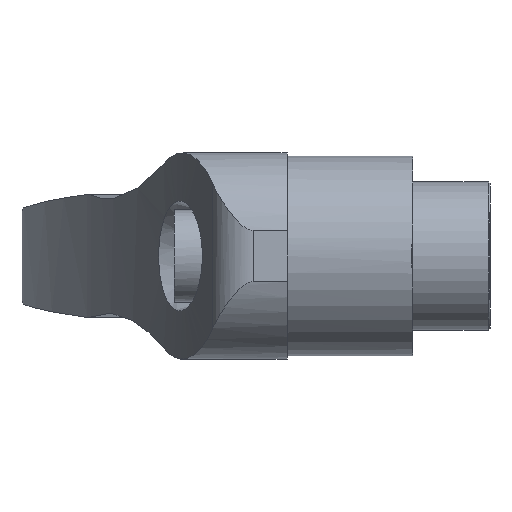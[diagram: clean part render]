
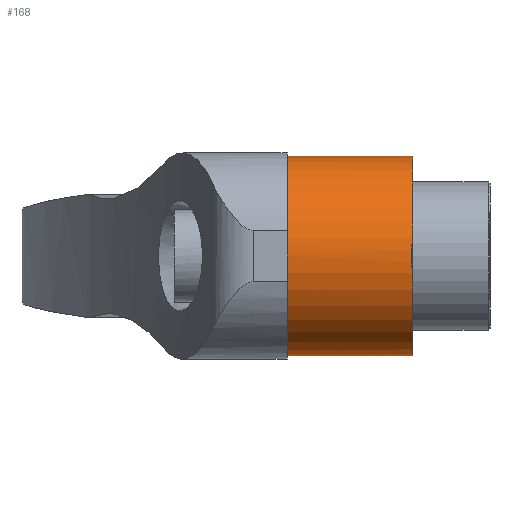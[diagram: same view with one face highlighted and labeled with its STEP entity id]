
A CAD part, left-side view. The second image highlights one B-rep face of the part: STEP entity #168.
In plain terms, the highlighted cylindrical face has radius 15.5 mm (diameter 31 mm), a full revolution.
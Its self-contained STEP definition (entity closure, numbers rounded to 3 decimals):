
#168 = ADVANCED_FACE( '', ( #359, #360 ), #361, .T. );
#359 = FACE_OUTER_BOUND( '', #565, .T. );
#360 = FACE_OUTER_BOUND( '', #566, .T. );
#361 = CYLINDRICAL_SURFACE( '', #567, 15.5 );
#565 = EDGE_LOOP( '', ( #989, #990 ) );
#566 = EDGE_LOOP( '', ( #991, #992, #993, #994, #995, #996 ) );
#567 = AXIS2_PLACEMENT_3D( '', #997, #998, #999 );
#989 = ORIENTED_EDGE( '', *, *, #1270, .T. );
#990 = ORIENTED_EDGE( '', *, *, #1281, .T. );
#991 = ORIENTED_EDGE( '', *, *, #1239, .T. );
#992 = ORIENTED_EDGE( '', *, *, #1309, .T. );
#993 = ORIENTED_EDGE( '', *, *, #1306, .F. );
#994 = ORIENTED_EDGE( '', *, *, #1310, .T. );
#995 = ORIENTED_EDGE( '', *, *, #1241, .T. );
#996 = ORIENTED_EDGE( '', *, *, #1311, .T. );
#997 = CARTESIAN_POINT( '', ( 0., 36.688, 0. ) );
#998 = DIRECTION( '', ( 0., -1., 0. ) );
#999 = DIRECTION( '', ( 0., 0., 1. ) );
#1239 = EDGE_CURVE( '', #1503, #1504, #1505, .T. );
#1241 = EDGE_CURVE( '', #1508, #1506, #1509, .T. );
#1270 = EDGE_CURVE( '', #1549, #1547, #1550, .F. );
#1281 = EDGE_CURVE( '', #1547, #1549, #1564, .F. );
#1306 = EDGE_CURVE( '', #1595, #1596, #1597, .T. );
#1309 = EDGE_CURVE( '', #1504, #1596, #1600, .T. );
#1310 = EDGE_CURVE( '', #1595, #1508, #1601, .F. );
#1311 = EDGE_CURVE( '', #1506, #1503, #1602, .T. );
#1503 = VERTEX_POINT( '', #2114 );
#1504 = VERTEX_POINT( '', #2115 );
#1505 = CIRCLE( '', #2116, 15.5 );
#1506 = VERTEX_POINT( '', #2117 );
#1508 = VERTEX_POINT( '', #2120 );
#1509 = CIRCLE( '', #2121, 15.5 );
#1547 = VERTEX_POINT( '', #2167 );
#1549 = VERTEX_POINT( '', #2170 );
#1550 = CIRCLE( '', #2171, 15.5 );
#1564 = CIRCLE( '', #2203, 15.5 );
#1595 = VERTEX_POINT( '', #2258 );
#1596 = VERTEX_POINT( '', #2259 );
#1597 = B_SPLINE_CURVE_WITH_KNOTS( '', 3, ( #2260, #2261, #2262, #2263, #2264, #2265, #2266, #2267, #2268, #2269, #2270, #2271, #2272, #2273 ), .UNSPECIFIED., .F., .F., ( 4, 2, 2, 2, 2, 2, 4 ), ( 0., 0., 0., 0.001, 0.001, 0.001, 0.002 ), .UNSPECIFIED. );
#1600 = LINE( '', #2277, #2278 );
#1601 = LINE( '', #2279, #2280 );
#1602 = ELLIPSE( '', #2281, 21.92, 15.5 );
#2114 = CARTESIAN_POINT( '', ( -15.26, 12., 2.717 ) );
#2115 = CARTESIAN_POINT( '', ( 15.49, 12., 0.557 ) );
#2116 = AXIS2_PLACEMENT_3D( '', #2432, #2433, #2434 );
#2117 = CARTESIAN_POINT( '', ( -15.26, 12., -2.717 ) );
#2120 = CARTESIAN_POINT( '', ( 15.49, 12., -0.557 ) );
#2121 = AXIS2_PLACEMENT_3D( '', #2436, #2437, #2438 );
#2167 = CARTESIAN_POINT( '', ( -15.5, 31.5, 0. ) );
#2170 = CARTESIAN_POINT( '', ( 15.5, 31.5, 0. ) );
#2171 = AXIS2_PLACEMENT_3D( '', #2487, #2488, #2489 );
#2203 = AXIS2_PLACEMENT_3D( '', #2501, #2502, #2503 );
#2258 = CARTESIAN_POINT( '', ( 15.49, 26.67, -0.557 ) );
#2259 = CARTESIAN_POINT( '', ( 15.49, 26.67, 0.557 ) );
#2260 = CARTESIAN_POINT( '', ( 15.49, 26.67, -0.557 ) );
#2261 = CARTESIAN_POINT( '', ( 15.49, 26.734, -0.557 ) );
#2262 = CARTESIAN_POINT( '', ( 15.491, 26.796, -0.535 ) );
#2263 = CARTESIAN_POINT( '', ( 15.493, 26.9, -0.463 ) );
#2264 = CARTESIAN_POINT( '', ( 15.495, 26.942, -0.415 ) );
#2265 = CARTESIAN_POINT( '', ( 15.498, 27.041, -0.252 ) );
#2266 = CARTESIAN_POINT( '', ( 15.5, 27.07, -0.126 ) );
#2267 = CARTESIAN_POINT( '', ( 15.5, 27.07, 0.126 ) );
#2268 = CARTESIAN_POINT( '', ( 15.498, 27.041, 0.253 ) );
#2269 = CARTESIAN_POINT( '', ( 15.495, 26.943, 0.414 ) );
#2270 = CARTESIAN_POINT( '', ( 15.493, 26.9, 0.463 ) );
#2271 = CARTESIAN_POINT( '', ( 15.491, 26.796, 0.534 ) );
#2272 = CARTESIAN_POINT( '', ( 15.49, 26.734, 0.557 ) );
#2273 = CARTESIAN_POINT( '', ( 15.49, 26.67, 0.557 ) );
#2277 = CARTESIAN_POINT( '', ( 15.49, 36.688, 0.557 ) );
#2278 = VECTOR( '', #2535, 1000. );
#2279 = CARTESIAN_POINT( '', ( 15.49, 36.688, -0.557 ) );
#2280 = VECTOR( '', #2536, 1000. );
#2281 = AXIS2_PLACEMENT_3D( '', #2537, #2538, #2539 );
#2432 = CARTESIAN_POINT( '', ( 0., 12., 0. ) );
#2433 = DIRECTION( '', ( 0., 1., 0. ) );
#2434 = DIRECTION( '', ( 0., 0., 1. ) );
#2436 = CARTESIAN_POINT( '', ( 0., 12., 0. ) );
#2437 = DIRECTION( '', ( 0., 1., 0. ) );
#2438 = DIRECTION( '', ( 0., 0., 1. ) );
#2487 = CARTESIAN_POINT( '', ( 0., 31.5, 0. ) );
#2488 = DIRECTION( '', ( 0., 1., 0. ) );
#2489 = DIRECTION( '', ( 0., 0., 1. ) );
#2501 = CARTESIAN_POINT( '', ( 0., 31.5, 0. ) );
#2502 = DIRECTION( '', ( 0., 1., 0. ) );
#2503 = DIRECTION( '', ( 0., 0., 1. ) );
#2535 = DIRECTION( '', ( 0., 1., 0. ) );
#2536 = DIRECTION( '', ( 0., 1., 0. ) );
#2537 = CARTESIAN_POINT( '', ( 0., -3.26, 0. ) );
#2538 = DIRECTION( '', ( 0.707, 0.707, 0. ) );
#2539 = DIRECTION( '', ( -0.707, 0.707, 0. ) );
